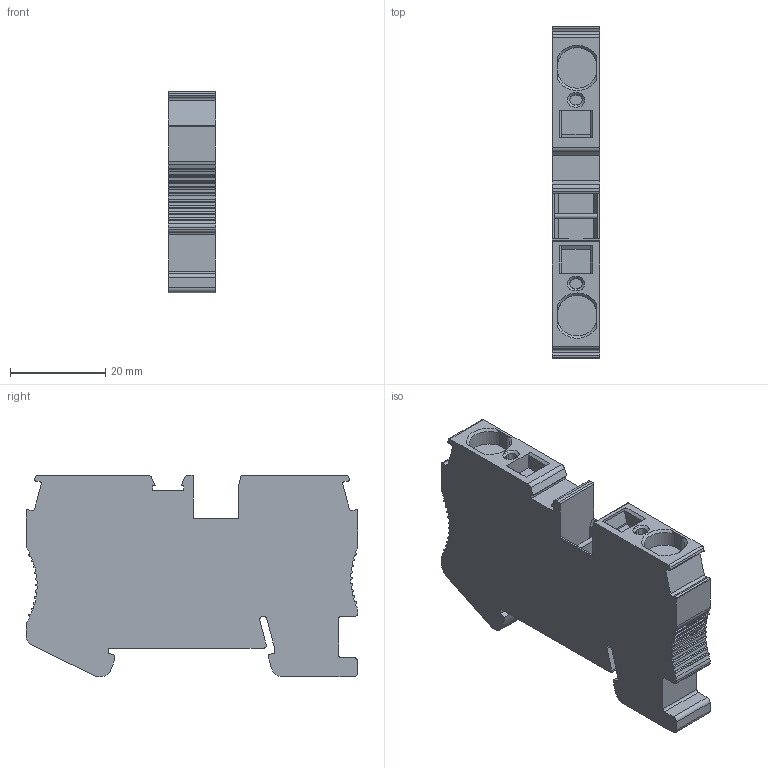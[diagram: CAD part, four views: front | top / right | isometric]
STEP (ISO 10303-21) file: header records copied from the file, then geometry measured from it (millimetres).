
FILE_DESCRIPTION(('STEP AP203'), '1');
FILE_NAME('MTS-10_3D', '2024-08-30T13:04:46', ('砐錪賧瘔蠈錪 Windows'), (''), 'C3D Converter', 'C3D Toolkit', '');
FILE_SCHEMA(('CONFIG_CONTROL_DESIGN'));
Length unit declared in the file: millimetre
Bounding box: 10 x 69.5 x 42.2 mm (x, y, z)
Volume: 23466.6 mm3; surface area: 8411.1 mm2
Topology: 1 solids, 1 shells, 229 faces, 650 edges, 429 vertices
Faces by surface type: plane 136, cylinder 85, cone 8
Entity records: 9496 total; most frequent: CARTESIAN_POINT 1529, ORIENTED_EDGE 1300, DIRECTION 1275, EDGE_CURVE 650, LINE 461, VECTOR 461, VERTEX_POINT 429, AXIS2_PLACEMENT_3D 407
